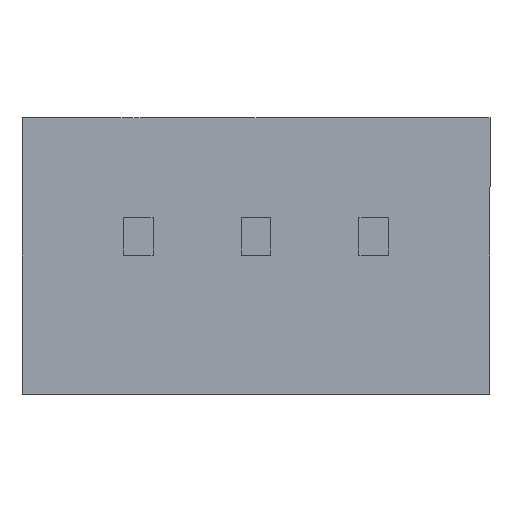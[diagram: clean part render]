
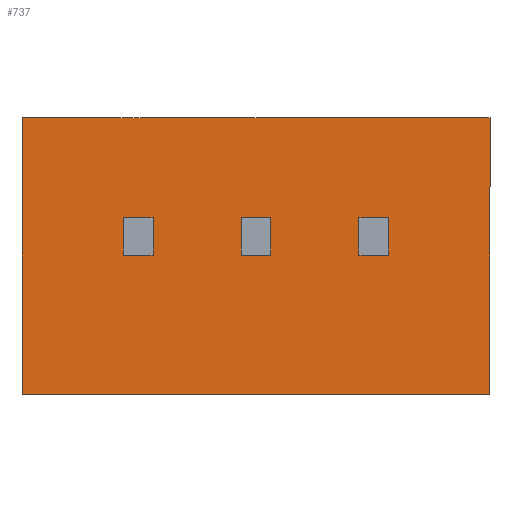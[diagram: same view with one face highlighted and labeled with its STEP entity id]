
A CAD part, front view. The second image highlights one B-rep face of the part: STEP entity #737.
In plain terms, the highlighted planar face has unit normal (0, -1, 0).
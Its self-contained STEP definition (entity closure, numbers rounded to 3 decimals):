
#9 = VERTEX_POINT ( 'NONE', #2249 ) ;
#15 = DIRECTION ( 'NONE',  ( 0., 0., 1. ) ) ;
#58 = CARTESIAN_POINT ( 'NONE',  ( -2.48, 0., 2.53 ) ) ;
#81 = LINE ( 'NONE', #246, #964 ) ;
#98 = EDGE_LOOP ( 'NONE', ( #1461, #900, #907, #704 ) ) ;
#99 = ORIENTED_EDGE ( 'NONE', *, *, #2255, .T. ) ;
#115 = CARTESIAN_POINT ( 'NONE',  ( 2.2, 0., 0.4 ) ) ;
#119 = CARTESIAN_POINT ( 'NONE',  ( 2.84, 0., 0.4 ) ) ;
#122 = VERTEX_POINT ( 'NONE', #158 ) ;
#158 = CARTESIAN_POINT ( 'NONE',  ( 2.84, 0., -0.4 ) ) ;
#164 = LINE ( 'NONE', #119, #1329 ) ;
#171 = VERTEX_POINT ( 'NONE', #1630 ) ;
#219 = FACE_BOUND ( 'NONE', #1941, .T. ) ;
#246 = CARTESIAN_POINT ( 'NONE',  ( 7.52, 0., -3.37 ) ) ;
#247 = CARTESIAN_POINT ( 'NONE',  ( -2.48, 0., -3.37 ) ) ;
#256 = EDGE_CURVE ( 'NONE', #1208, #506, #2017, .T. ) ;
#277 = CARTESIAN_POINT ( 'NONE',  ( 5.36, 0., 0.4 ) ) ;
#288 = CARTESIAN_POINT ( 'NONE',  ( 2.84, 0., 0.4 ) ) ;
#309 = DIRECTION ( 'NONE',  ( -1., 0., 0. ) ) ;
#321 = CARTESIAN_POINT ( 'NONE',  ( 5.36, 0., -0.4 ) ) ;
#327 = EDGE_LOOP ( 'NONE', ( #2250, #889, #1148, #1225 ) ) ;
#339 = FACE_BOUND ( 'NONE', #327, .T. ) ;
#343 = VECTOR ( 'NONE', #1635, 1000. ) ;
#391 = EDGE_CURVE ( 'NONE', #506, #2305, #1204, .T. ) ;
#422 = PLANE ( 'NONE',  #1125 ) ;
#445 = DIRECTION ( 'NONE',  ( 0., 0., -1. ) ) ;
#484 = DIRECTION ( 'NONE',  ( 0., 0., 1. ) ) ;
#503 = VECTOR ( 'NONE', #1886, 1000. ) ;
#506 = VERTEX_POINT ( 'NONE', #746 ) ;
#527 = DIRECTION ( 'NONE',  ( 0., 0., -1. ) ) ;
#553 = EDGE_CURVE ( 'NONE', #122, #9, #1466, .T. ) ;
#559 = VECTOR ( 'NONE', #1114, 1000. ) ;
#581 = DIRECTION ( 'NONE',  ( 1., 0., 0. ) ) ;
#590 = LINE ( 'NONE', #115, #1744 ) ;
#593 = FACE_OUTER_BOUND ( 'NONE', #98, .T. ) ;
#653 = DIRECTION ( 'NONE',  ( 1., 0., 0. ) ) ;
#654 = LINE ( 'NONE', #1128, #1743 ) ;
#689 = CARTESIAN_POINT ( 'NONE',  ( 4.72, 0., 0.4 ) ) ;
#704 = ORIENTED_EDGE ( 'NONE', *, *, #1110, .F. ) ;
#709 = EDGE_CURVE ( 'NONE', #2316, #724, #1612, .T. ) ;
#724 = VERTEX_POINT ( 'NONE', #1889 ) ;
#737 = ADVANCED_FACE ( 'NONE', ( #593, #339, #219, #1691 ), #422, .T. ) ;
#746 = CARTESIAN_POINT ( 'NONE',  ( 4.72, 0., 0.4 ) ) ;
#750 = VECTOR ( 'NONE', #581, 1000. ) ;
#766 = VECTOR ( 'NONE', #309, 1000. ) ;
#774 = CARTESIAN_POINT ( 'NONE',  ( -2.48, 0., 2.53 ) ) ;
#889 = ORIENTED_EDGE ( 'NONE', *, *, #1989, .T. ) ;
#890 = VERTEX_POINT ( 'NONE', #2364 ) ;
#900 = ORIENTED_EDGE ( 'NONE', *, *, #1266, .F. ) ;
#907 = ORIENTED_EDGE ( 'NONE', *, *, #1367, .F. ) ;
#911 = DIRECTION ( 'NONE',  ( 1., 0., 0. ) ) ;
#920 = VERTEX_POINT ( 'NONE', #2324 ) ;
#941 = EDGE_CURVE ( 'NONE', #1326, #1208, #2091, .T. ) ;
#956 = EDGE_CURVE ( 'NONE', #2305, #1326, #654, .T. ) ;
#958 = ORIENTED_EDGE ( 'NONE', *, *, #256, .T. ) ;
#964 = VECTOR ( 'NONE', #445, 1000. ) ;
#1023 = DIRECTION ( 'NONE',  ( -1., 0., 0. ) ) ;
#1025 = CARTESIAN_POINT ( 'NONE',  ( 5.36, 0., -0.4 ) ) ;
#1037 = ORIENTED_EDGE ( 'NONE', *, *, #1547, .T. ) ;
#1052 = CARTESIAN_POINT ( 'NONE',  ( -0.32, 0., 0.4 ) ) ;
#1110 = EDGE_CURVE ( 'NONE', #1246, #890, #1386, .T. ) ;
#1114 = DIRECTION ( 'NONE',  ( -1., 0., 0. ) ) ;
#1116 = EDGE_LOOP ( 'NONE', ( #99, #1037, #1571, #2408 ) ) ;
#1125 = AXIS2_PLACEMENT_3D ( 'NONE', #1770, #1226, #1933 ) ;
#1128 = CARTESIAN_POINT ( 'NONE',  ( 5.36, 0., 0.4 ) ) ;
#1136 = ORIENTED_EDGE ( 'NONE', *, *, #956, .T. ) ;
#1148 = ORIENTED_EDGE ( 'NONE', *, *, #2088, .T. ) ;
#1155 = EDGE_CURVE ( 'NONE', #9, #920, #1447, .T. ) ;
#1204 = LINE ( 'NONE', #277, #343 ) ;
#1208 = VERTEX_POINT ( 'NONE', #1769 ) ;
#1225 = ORIENTED_EDGE ( 'NONE', *, *, #709, .T. ) ;
#1226 = DIRECTION ( 'NONE',  ( 0., -1., 0. ) ) ;
#1237 = VERTEX_POINT ( 'NONE', #2162 ) ;
#1246 = VERTEX_POINT ( 'NONE', #58 ) ;
#1249 = CARTESIAN_POINT ( 'NONE',  ( 5.36, 0., 0.4 ) ) ;
#1253 = VECTOR ( 'NONE', #1616, 1000. ) ;
#1266 = EDGE_CURVE ( 'NONE', #171, #2437, #2411, .T. ) ;
#1326 = VERTEX_POINT ( 'NONE', #1025 ) ;
#1329 = VECTOR ( 'NONE', #527, 1000. ) ;
#1350 = VECTOR ( 'NONE', #1538, 1000. ) ;
#1367 = EDGE_CURVE ( 'NONE', #890, #171, #81, .T. ) ;
#1386 = LINE ( 'NONE', #2086, #750 ) ;
#1420 = VECTOR ( 'NONE', #1776, 1000. ) ;
#1430 = CARTESIAN_POINT ( 'NONE',  ( 0.32, 0., -0.4 ) ) ;
#1447 = LINE ( 'NONE', #2169, #1253 ) ;
#1454 = VERTEX_POINT ( 'NONE', #288 ) ;
#1461 = ORIENTED_EDGE ( 'NONE', *, *, #2006, .F. ) ;
#1466 = LINE ( 'NONE', #2038, #559 ) ;
#1538 = DIRECTION ( 'NONE',  ( 0., 0., -1. ) ) ;
#1547 = EDGE_CURVE ( 'NONE', #1454, #122, #164, .T. ) ;
#1571 = ORIENTED_EDGE ( 'NONE', *, *, #553, .T. ) ;
#1612 = LINE ( 'NONE', #1705, #2370 ) ;
#1616 = DIRECTION ( 'NONE',  ( 0., 0., 1. ) ) ;
#1630 = CARTESIAN_POINT ( 'NONE',  ( 7.52, 0., -3.37 ) ) ;
#1635 = DIRECTION ( 'NONE',  ( 1., 0., 0. ) ) ;
#1664 = LINE ( 'NONE', #2285, #1350 ) ;
#1691 = FACE_BOUND ( 'NONE', #1116, .T. ) ;
#1705 = CARTESIAN_POINT ( 'NONE',  ( -0.32, 0., 0.4 ) ) ;
#1710 = VECTOR ( 'NONE', #1023, 1000. ) ;
#1743 = VECTOR ( 'NONE', #2429, 1000. ) ;
#1744 = VECTOR ( 'NONE', #911, 1000. ) ;
#1745 = EDGE_CURVE ( 'NONE', #724, #1237, #2042, .T. ) ;
#1769 = CARTESIAN_POINT ( 'NONE',  ( 4.72, 0., -0.4 ) ) ;
#1770 = CARTESIAN_POINT ( 'NONE',  ( 0., 0., 0. ) ) ;
#1776 = DIRECTION ( 'NONE',  ( -1., 0., 0. ) ) ;
#1802 = VERTEX_POINT ( 'NONE', #1430 ) ;
#1884 = CARTESIAN_POINT ( 'NONE',  ( -2.48, 0., -3.37 ) ) ;
#1886 = DIRECTION ( 'NONE',  ( 0., 0., 1. ) ) ;
#1889 = CARTESIAN_POINT ( 'NONE',  ( -0.32, 0., 0.4 ) ) ;
#1896 = VECTOR ( 'NONE', #653, 1000. ) ;
#1933 = DIRECTION ( 'NONE',  ( 0., 0., -1. ) ) ;
#1941 = EDGE_LOOP ( 'NONE', ( #958, #2391, #1136, #2198 ) ) ;
#1989 = EDGE_CURVE ( 'NONE', #1237, #1802, #1664, .T. ) ;
#2006 = EDGE_CURVE ( 'NONE', #2437, #1246, #2016, .T. ) ;
#2016 = LINE ( 'NONE', #774, #503 ) ;
#2017 = LINE ( 'NONE', #689, #2379 ) ;
#2038 = CARTESIAN_POINT ( 'NONE',  ( 2.2, 0., -0.4 ) ) ;
#2042 = LINE ( 'NONE', #1052, #1896 ) ;
#2086 = CARTESIAN_POINT ( 'NONE',  ( 7.52, 0., 2.53 ) ) ;
#2088 = EDGE_CURVE ( 'NONE', #1802, #2316, #2371, .T. ) ;
#2091 = LINE ( 'NONE', #321, #766 ) ;
#2151 = CARTESIAN_POINT ( 'NONE',  ( -0.32, 0., -0.4 ) ) ;
#2162 = CARTESIAN_POINT ( 'NONE',  ( 0.32, 0., 0.4 ) ) ;
#2169 = CARTESIAN_POINT ( 'NONE',  ( 2.2, 0., 0.4 ) ) ;
#2198 = ORIENTED_EDGE ( 'NONE', *, *, #941, .T. ) ;
#2249 = CARTESIAN_POINT ( 'NONE',  ( 2.2, 0., -0.4 ) ) ;
#2250 = ORIENTED_EDGE ( 'NONE', *, *, #1745, .T. ) ;
#2255 = EDGE_CURVE ( 'NONE', #920, #1454, #590, .T. ) ;
#2285 = CARTESIAN_POINT ( 'NONE',  ( 0.32, 0., 0.4 ) ) ;
#2299 = CARTESIAN_POINT ( 'NONE',  ( -0.32, 0., -0.4 ) ) ;
#2305 = VERTEX_POINT ( 'NONE', #1249 ) ;
#2316 = VERTEX_POINT ( 'NONE', #2299 ) ;
#2324 = CARTESIAN_POINT ( 'NONE',  ( 2.2, 0., 0.4 ) ) ;
#2364 = CARTESIAN_POINT ( 'NONE',  ( 7.52, 0., 2.53 ) ) ;
#2370 = VECTOR ( 'NONE', #15, 1000. ) ;
#2371 = LINE ( 'NONE', #2151, #1710 ) ;
#2379 = VECTOR ( 'NONE', #484, 1000. ) ;
#2391 = ORIENTED_EDGE ( 'NONE', *, *, #391, .T. ) ;
#2408 = ORIENTED_EDGE ( 'NONE', *, *, #1155, .T. ) ;
#2411 = LINE ( 'NONE', #247, #1420 ) ;
#2429 = DIRECTION ( 'NONE',  ( 0., 0., -1. ) ) ;
#2437 = VERTEX_POINT ( 'NONE', #1884 ) ;
